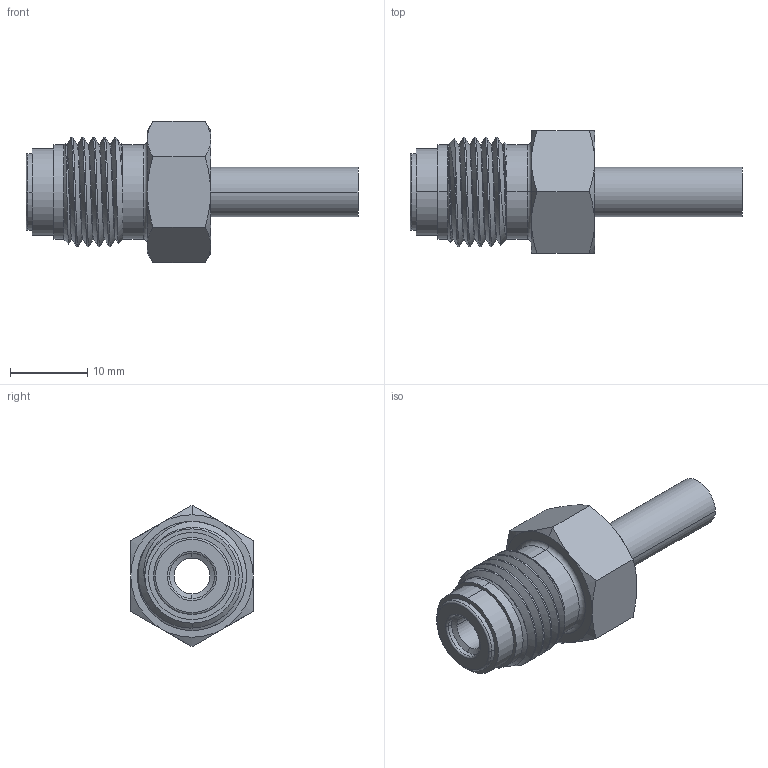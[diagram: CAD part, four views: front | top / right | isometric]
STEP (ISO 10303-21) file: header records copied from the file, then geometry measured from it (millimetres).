
FILE_DESCRIPTION (( 'STEP AP203' ), '1' );
FILE_NAME ('AD-44SS-MFSTS.step', '2025-11-13T16:42:50', ( '' ), ( '' ), 'SwSTEP 2.0', 'SolidWorks 2018', '' );
FILE_SCHEMA (( 'CONFIG_CONTROL_DESIGN' ));
Length unit declared in the file: inch
Products named in the file (1): AD-44SS-MFSTS
Bounding box: 43.05 x 15.88 x 18.33 mm (x, y, z)
Volume: 3574.9 mm3; surface area: 2673.5 mm2
Topology: 1 solids, 1 shells, 65 faces, 153 edges, 94 vertices
Faces by surface type: cylinder 24, cone 20, plane 12, torus 6, bspline 3
Entity records: 3439 total; most frequent: CARTESIAN_POINT 1959, ORIENTED_EDGE 306, DIRECTION 283, EDGE_CURVE 153, AXIS2_PLACEMENT_3D 123, VERTEX_POINT 94, EDGE_LOOP 71, ADVANCED_FACE 65
